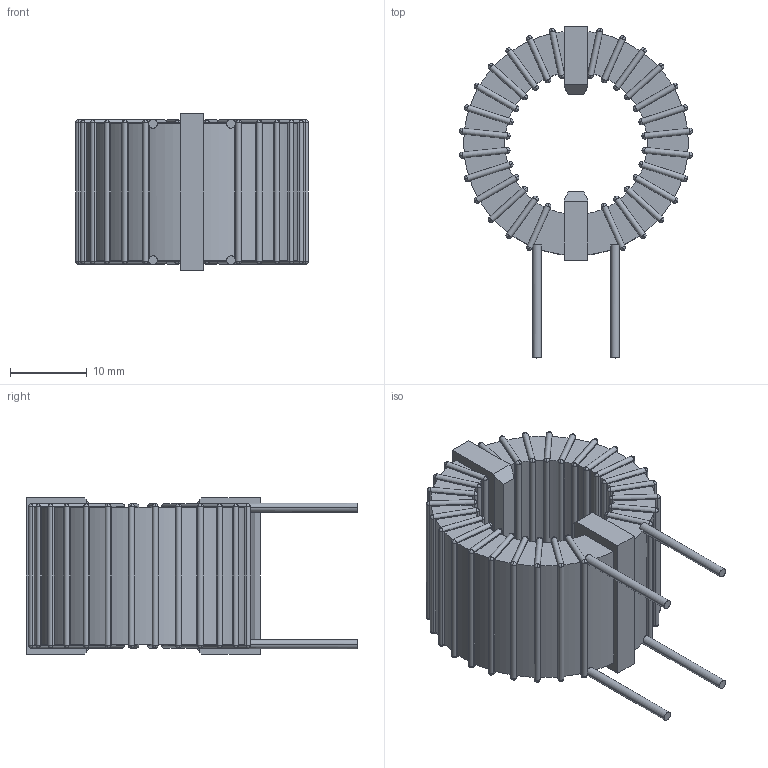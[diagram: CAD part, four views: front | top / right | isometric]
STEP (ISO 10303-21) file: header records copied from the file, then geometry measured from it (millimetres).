
FILE_DESCRIPTION((''),'2;1');
FILE_NAME('7118-RC','2012-08-14T',('ryans'),('Bourns, Inc.'),'PRO/ENGINEER BY PARAMETRIC TECHNOLOGY CORPORATION, 2010100','PRO/ENGINEER BY PARAMETRIC TECHNOLOGY CORPORATION, 2010100','');
FILE_SCHEMA(('CONFIG_CONTROL_DESIGN'));
Length unit declared in the file: inch
Products named in the file (1): 7118-RC
Bounding box: 30.32 x 43.18 x 20.32 mm (x, y, z)
Volume: 8165.1 mm3; surface area: 5185.9 mm2
Topology: 1 solids, 1 shells, 514 faces, 1178 edges, 716 vertices
Faces by surface type: sphere 208, cylinder 168, plane 138
Entity records: 14909 total; most frequent: CARTESIAN_POINT 2923, DIRECTION 2726, ORIENTED_EDGE 2356, EDGE_CURVE 1178, AXIS2_PLACEMENT_3D 1110, VERTEX_POINT 716, CIRCLE 596, EDGE_LOOP 570
